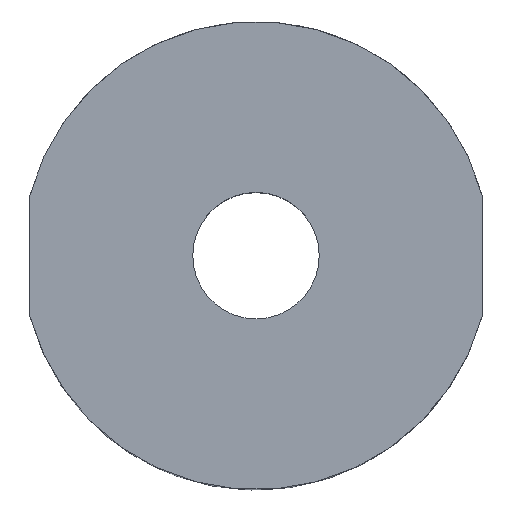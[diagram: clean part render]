
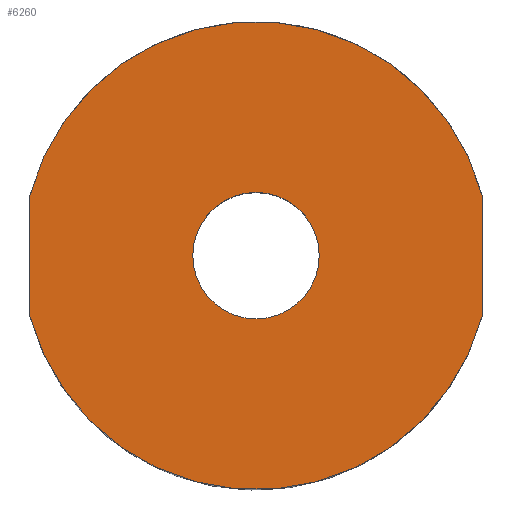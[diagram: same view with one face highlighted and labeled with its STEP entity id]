
A CAD part, top view. The second image highlights one B-rep face of the part: STEP entity #6260.
In plain terms, the highlighted planar face has unit normal (0, 0, 1).
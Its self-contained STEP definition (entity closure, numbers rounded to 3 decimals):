
#56=CARTESIAN_POINT('Axis2P3D Location',(0.,0.,25.4)) ;
#60=CARTESIAN_POINT('Vertex',(-8.108,0.,25.4)) ;
#62=CARTESIAN_POINT('Vertex',(8.108,0.,25.4)) ;
#91=CARTESIAN_POINT('Axis2P3D Location',(0.,0.,25.4)) ;
#6150=CARTESIAN_POINT('Vertex',(-28.982,-7.75,25.4)) ;
#6157=CARTESIAN_POINT('Vertex',(28.982,-7.75,25.4)) ;
#6160=CARTESIAN_POINT('Axis2P3D Location',(0.,0.,25.4)) ;
#6185=CARTESIAN_POINT('Vertex',(-28.982,7.75,25.4)) ;
#6188=CARTESIAN_POINT('Line Origine',(-28.982,0.,25.4)) ;
#6209=CARTESIAN_POINT('Vertex',(28.982,7.75,25.4)) ;
#6212=CARTESIAN_POINT('Line Origine',(28.982,0.,25.4)) ;
#6229=CARTESIAN_POINT('Axis2P3D Location',(0.,0.,25.4)) ;
#6245=CARTESIAN_POINT('Axis2P3D Location',(0.,0.,25.4)) ;
#57=DIRECTION('Axis2P3D Direction',(0.,0.,1.)) ;
#92=DIRECTION('Axis2P3D Direction',(0.,0.,1.)) ;
#6161=DIRECTION('Axis2P3D Direction',(0.,0.,1.)) ;
#6189=DIRECTION('Vector Direction',(0.,-1.,0.)) ;
#6213=DIRECTION('Vector Direction',(0.,-1.,0.)) ;
#6230=DIRECTION('Axis2P3D Direction',(0.,0.,1.)) ;
#6246=DIRECTION('Axis2P3D Direction',(0.,0.,1.)) ;
#6247=DIRECTION('Axis2P3D XDirection',(1.,0.,0.)) ;
#58=AXIS2_PLACEMENT_3D('Circle Axis2P3D',#56,#57,$) ;
#93=AXIS2_PLACEMENT_3D('Circle Axis2P3D',#91,#92,$) ;
#6162=AXIS2_PLACEMENT_3D('Circle Axis2P3D',#6160,#6161,$) ;
#6231=AXIS2_PLACEMENT_3D('Circle Axis2P3D',#6229,#6230,$) ;
#6248=AXIS2_PLACEMENT_3D('Plane Axis2P3D',#6245,#6246,#6247) ;
#6251=ORIENTED_EDGE('',*,*,#6233,.T.) ;
#6252=ORIENTED_EDGE('',*,*,#6192,.T.) ;
#6253=ORIENTED_EDGE('',*,*,#6164,.T.) ;
#6254=ORIENTED_EDGE('',*,*,#6216,.T.) ;
#6257=ORIENTED_EDGE('',*,*,#64,.F.) ;
#6258=ORIENTED_EDGE('',*,*,#95,.F.) ;
#6259=FACE_BOUND('',#6256,.T.) ;
#6190=VECTOR('Line Direction',#6189,1.) ;
#6214=VECTOR('Line Direction',#6213,1.) ;
#6260=ADVANCED_FACE('PartBody',(#6255,#6259),#6249,.T.) ;
#59=CIRCLE('generated circle',#58,8.108) ;
#94=CIRCLE('generated circle',#93,8.108) ;
#6163=CIRCLE('generated circle',#6162,30.) ;
#6232=CIRCLE('generated circle',#6231,30.) ;
#64=EDGE_CURVE('',#61,#63,#59,.T.) ;
#95=EDGE_CURVE('',#63,#61,#94,.T.) ;
#6164=EDGE_CURVE('',#6151,#6158,#6163,.T.) ;
#6192=EDGE_CURVE('',#6186,#6151,#6191,.T.) ;
#6216=EDGE_CURVE('',#6158,#6210,#6215,.F.) ;
#6233=EDGE_CURVE('',#6210,#6186,#6232,.T.) ;
#6250=EDGE_LOOP('',(#6251,#6252,#6253,#6254)) ;
#6256=EDGE_LOOP('',(#6257,#6258)) ;
#6255=FACE_OUTER_BOUND('',#6250,.T.) ;
#6191=LINE('Line',#6188,#6190) ;
#6215=LINE('Line',#6212,#6214) ;
#6249=PLANE('',#6248) ;
#61=VERTEX_POINT('',#60) ;
#63=VERTEX_POINT('',#62) ;
#6151=VERTEX_POINT('',#6150) ;
#6158=VERTEX_POINT('',#6157) ;
#6186=VERTEX_POINT('',#6185) ;
#6210=VERTEX_POINT('',#6209) ;
